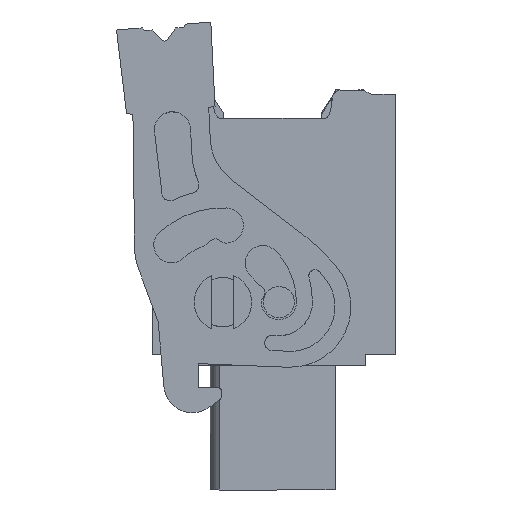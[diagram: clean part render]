
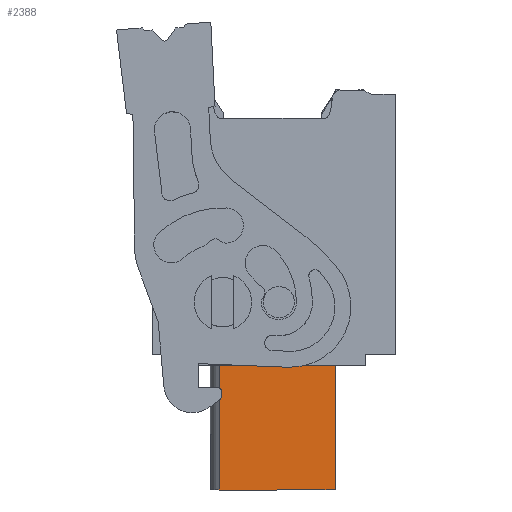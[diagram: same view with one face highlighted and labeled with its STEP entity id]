
A CAD part, left-side view. The second image highlights one B-rep face of the part: STEP entity #2388.
In plain terms, the highlighted planar face has unit normal (-1, 0, 0).
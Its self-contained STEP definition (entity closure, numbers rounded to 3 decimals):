
#2361=AXIS2_PLACEMENT_3D('Plane Axis2P3D',#2358,#2359,#2360) ;
#213=CARTESIAN_POINT('Vertex',(3.5,3.779,0.)) ;
#216=CARTESIAN_POINT('Line Origine',(3.5,7.408,0.)) ;
#220=CARTESIAN_POINT('Vertex',(3.5,11.036,0.)) ;
#2358=CARTESIAN_POINT('Axis2P3D Location',(3.5,8.95,9.85)) ;
#2363=CARTESIAN_POINT('Line Origine',(3.5,3.779,3.9)) ;
#2367=CARTESIAN_POINT('Vertex',(3.5,3.779,7.8)) ;
#2370=CARTESIAN_POINT('Line Origine',(3.5,7.408,7.8)) ;
#2374=CARTESIAN_POINT('Vertex',(3.5,11.036,7.8)) ;
#2377=CARTESIAN_POINT('Line Origine',(3.5,11.036,3.9)) ;
#217=DIRECTION('Vector Direction',(0.,-1.,0.)) ;
#2359=DIRECTION('Axis2P3D Direction',(-1.,0.,0.)) ;
#2360=DIRECTION('Axis2P3D XDirection',(0.,0.,1.)) ;
#2364=DIRECTION('Vector Direction',(0.,0.,-1.)) ;
#2371=DIRECTION('Vector Direction',(0.,-1.,0.)) ;
#2378=DIRECTION('Vector Direction',(0.,0.,-1.)) ;
#218=VECTOR('Line Direction',#217,1.) ;
#2365=VECTOR('Line Direction',#2364,1.) ;
#2372=VECTOR('Line Direction',#2371,1.) ;
#2379=VECTOR('Line Direction',#2378,1.) ;
#2383=ORIENTED_EDGE('',*,*,#222,.T.) ;
#2384=ORIENTED_EDGE('',*,*,#2369,.F.) ;
#2385=ORIENTED_EDGE('',*,*,#2376,.F.) ;
#2386=ORIENTED_EDGE('',*,*,#2381,.T.) ;
#2388=ADVANCED_FACE('housing',(#2387),#2362,.T.) ;
#222=EDGE_CURVE('',#221,#214,#219,.T.) ;
#2369=EDGE_CURVE('',#2368,#214,#2366,.T.) ;
#2376=EDGE_CURVE('',#2375,#2368,#2373,.T.) ;
#2381=EDGE_CURVE('',#2375,#221,#2380,.T.) ;
#2382=EDGE_LOOP('',(#2383,#2384,#2385,#2386)) ;
#2387=FACE_OUTER_BOUND('',#2382,.T.) ;
#219=LINE('Line',#216,#218) ;
#2366=LINE('Line',#2363,#2365) ;
#2373=LINE('Line',#2370,#2372) ;
#2380=LINE('Line',#2377,#2379) ;
#2362=PLANE('',#2361) ;
#214=VERTEX_POINT('',#213) ;
#221=VERTEX_POINT('',#220) ;
#2368=VERTEX_POINT('',#2367) ;
#2375=VERTEX_POINT('',#2374) ;
